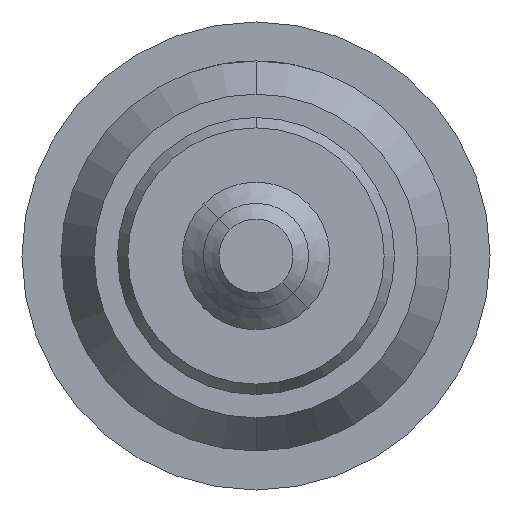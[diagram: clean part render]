
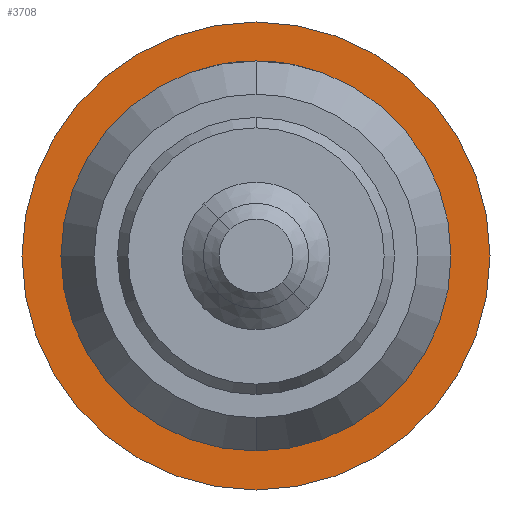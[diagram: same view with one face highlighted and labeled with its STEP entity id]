
A CAD part, front view. The second image highlights one B-rep face of the part: STEP entity #3708.
In plain terms, the highlighted planar face has unit normal (0, -1, 0).
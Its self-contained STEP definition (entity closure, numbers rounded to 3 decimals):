
#104 = CARTESIAN_POINT ( 'NONE',  ( 0., -1., 2.5 ) ) ;
#139 = EDGE_CURVE ( 'Defeature ausgef�hrt1_0+Defeature ausgef�hrt1_1+Defeature ausgef�hrt1_1+Defeature ausgef�hrt1_1', #2671, #4216, #3675, .T. ) ;
#166 = CARTESIAN_POINT ( 'NONE',  ( 0., -1., -2.5 ) ) ;
#319 = DIRECTION ( 'NONE',  ( 0., 0., -1. ) ) ;
#386 = ORIENTED_EDGE ( 'NONE', *, *, #3069, .T. ) ;
#416 = CARTESIAN_POINT ( 'NONE',  ( 0., -1., 0. ) ) ;
#507 = DIRECTION ( 'NONE',  ( 0., 1., 0. ) ) ;
#522 = CARTESIAN_POINT ( 'NONE',  ( 0., -1., 3. ) ) ;
#526 = CARTESIAN_POINT ( 'NONE',  ( 0., -1., 0. ) ) ;
#527 = DIRECTION ( 'NONE',  ( 0., 1., 0. ) ) ;
#599 = CIRCLE ( 'NONE', #2458, 2.5 ) ;
#719 = AXIS2_PLACEMENT_3D ( 'NONE', #526, #507, #1524 ) ;
#869 = FACE_OUTER_BOUND ( 'NONE', #3145, .T. ) ;
#1189 = DIRECTION ( 'NONE',  ( 0., 1., 0. ) ) ;
#1524 = DIRECTION ( 'NONE',  ( 0., 0., 1. ) ) ;
#1636 = DIRECTION ( 'NONE',  ( 0., 1., 0. ) ) ;
#1828 = DIRECTION ( 'NONE',  ( 0., 0., 1. ) ) ;
#1886 = VERTEX_POINT ( 'NONE', #166 ) ;
#1980 = CARTESIAN_POINT ( 'NONE',  ( 0., -1., 0. ) ) ;
#2005 = CARTESIAN_POINT ( 'NONE',  ( -3., -1., 0. ) ) ;
#2330 = EDGE_CURVE ( 'Defeature ausgef�hrt1_0+Defeature ausgef�hrt1_1+Defeature ausgef�hrt1_1+Defeature ausgef�hrt1_1', #4216, #2671, #4110, .T. ) ;
#2394 = EDGE_CURVE ( 'Defeature ausgef�hrt1_1+Defeature ausgef�hrt1_2+Defeature ausgef�hrt1_2+Defeature ausgef�hrt1_2', #3100, #1886, #599, .T. ) ;
#2458 = AXIS2_PLACEMENT_3D ( 'NONE', #1980, #1636, #2706 ) ;
#2624 = CARTESIAN_POINT ( 'NONE',  ( 0., -1., 0. ) ) ;
#2671 = VERTEX_POINT ( 'NONE', #4273 ) ;
#2706 = DIRECTION ( 'NONE',  ( 0., 0., 1. ) ) ;
#2935 = AXIS2_PLACEMENT_3D ( 'NONE', #2624, #527, #4410 ) ;
#2962 = FACE_BOUND ( 'NONE', #3262, .T. ) ;
#3069 = EDGE_CURVE ( 'Defeature ausgef�hrt1_1+Defeature ausgef�hrt1_2+Defeature ausgef�hrt1_2+Defeature ausgef�hrt1_2', #1886, #3100, #4250, .T. ) ;
#3081 = PLANE ( 'NONE',  #3838 ) ;
#3100 = VERTEX_POINT ( 'NONE', #104 ) ;
#3145 = EDGE_LOOP ( 'NONE', ( #3964, #3467 ) ) ;
#3172 = AXIS2_PLACEMENT_3D ( 'NONE', #416, #1189, #1828 ) ;
#3262 = EDGE_LOOP ( 'NONE', ( #4396, #386 ) ) ;
#3467 = ORIENTED_EDGE ( 'NONE', *, *, #139, .F. ) ;
#3675 = CIRCLE ( 'NONE', #2935, 3. ) ;
#3708 = ADVANCED_FACE ( 'Defeature ausgef�hrt1_1', ( #2962, #869 ), #3081, .T. ) ;
#3782 = DIRECTION ( 'NONE',  ( 0., -1., 0. ) ) ;
#3838 = AXIS2_PLACEMENT_3D ( 'NONE', #2005, #3782, #319 ) ;
#3964 = ORIENTED_EDGE ( 'NONE', *, *, #2330, .F. ) ;
#4110 = CIRCLE ( 'NONE', #719, 3. ) ;
#4216 = VERTEX_POINT ( 'NONE', #522 ) ;
#4250 = CIRCLE ( 'NONE', #3172, 2.5 ) ;
#4273 = CARTESIAN_POINT ( 'NONE',  ( 0., -1., -3. ) ) ;
#4396 = ORIENTED_EDGE ( 'NONE', *, *, #2394, .T. ) ;
#4410 = DIRECTION ( 'NONE',  ( 0., 0., 1. ) ) ;
